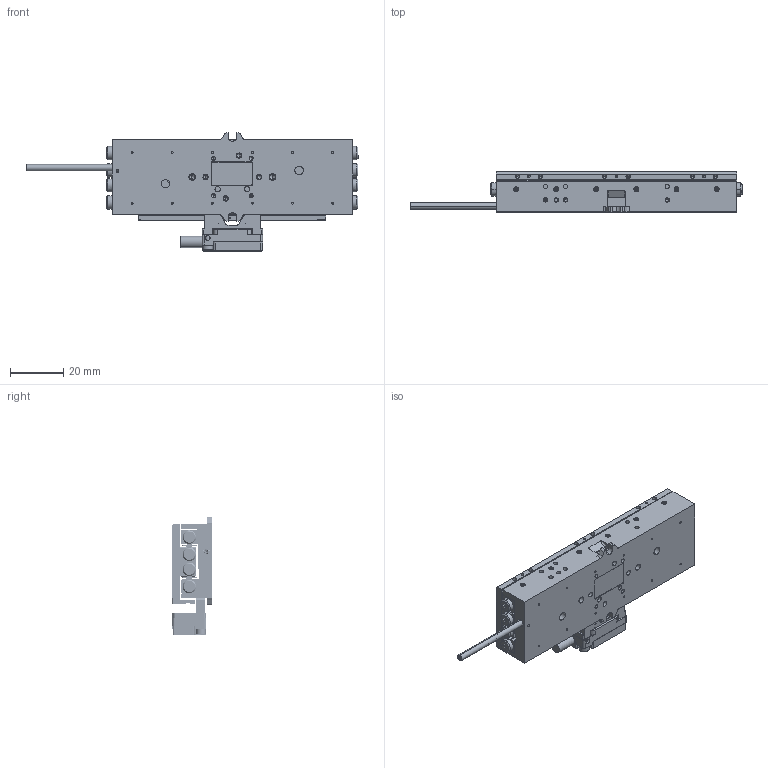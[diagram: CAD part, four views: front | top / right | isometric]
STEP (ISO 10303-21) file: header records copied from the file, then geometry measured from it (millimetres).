
FILE_DESCRIPTION (( 'STEP AP214' ), '1' );
FILE_NAME ('PPS-28-133X9.STEP', '2022-02-04T18:42:23', ( '' ), ( '' ), 'SwSTEP 2.0', 'SolidWorks 2020', '' );
FILE_SCHEMA (( 'AUTOMOTIVE_DESIGN' ));
Length unit declared in the file: millimetre
Products named in the file (18): PPS-28, Carriage, Master Part_90; PPS-28-133X9; NB Slide Way SVW 2000 Center Way_SVW 2090; SCREW, MS-PPH, M-JCIS_M2.5 x 0.45 x 6mm; 430414 PPS-20 & 28, Encoder Bracket, MII; 430438 PPS 28, Back Cover, NJ8x13; SCREW, MS-PPH, M-JCIS_M1.6 x 0.35 x 4mm; SCREW, SHCS-F, M-DIN_M3 x 0.5 x 06mm; NB Slide Way SVW 2000 Cage_SVW 2090-16Z; Set Screw, Cup-H, E-ASME_E1-72 x 1''16; SCREW, SHCS-S, M-DIN_M1.6 x 0.35 x 06mm; TFC-421 Silver Braided Cable_L70; PPS-20, Glass Scale Bracket, MII, Master Part_70mm; NB Slide Way SVW 2000 Rail_SVW 2090; 130161 Bearing, NB, Slide Way, SVW 2000_SVW 2090-16Z (Movable to Limits); 110123 Encoder Head, MII 6000, Atmospheric; PPS-28, Base, Master Part_90mm, 2 motors; SCREW, SHCS-S, M-DIN_M2 x 0.4 x 06mm
Assembly tree (44 placements, depth 3):
  PPS-28-133X9
    PPS-28, Base, Master Part_90mm, 2 motors
    430438 PPS 28, Back Cover, NJ8x13
    TFC-421 Silver Braided Cable_L70
    PPS-28, Carriage, Master Part_90
    SCREW, SHCS-F, M-DIN_M3 x 0.5 x 06mm  x6
    130161 Bearing, NB, Slide Way, SVW 2000_SVW 2090-16Z (Movable to Limits)
      NB Slide Way SVW 2000 Rail_SVW 2090  x2
      NB Slide Way SVW 2000 Center Way_SVW 2090
      NB Slide Way SVW 2000 Cage_SVW 2090-16Z  x2
    SCREW, MS-PPH, M-JCIS_M2.5 x 0.45 x 6mm  x12
    Set Screw, Cup-H, E-ASME_E1-72 x 1''16  x6
    110123 Encoder Head, MII 6000, Atmospheric
    430414 PPS-20 & 28, Encoder Bracket, MII
    SCREW, SHCS-S, M-DIN_M1.6 x 0.35 x 06mm  x2
    SCREW, SHCS-S, M-DIN_M2 x 0.4 x 06mm  x2
    SCREW, MS-PPH, M-JCIS_M1.6 x 0.35 x 4mm  x3
    PPS-20, Glass Scale Bracket, MII, Master Part_70mm
Bounding box: 124.2 x 15 x 44.21 mm (x, y, z)
Volume: 35942.5 mm3; surface area: 37485.5 mm2
Topology: 61 solids, 61 shells, 2468 faces, 5988 edges, 3674 vertices
Faces by surface type: plane 985, cylinder 827, cone 510, torus 122, bspline 24
Entity records: 90356 total; most frequent: CARTESIAN_POINT 48038, DIRECTION 8034, ORIENTED_EDGE 7318, EDGE_CURVE 3659, AXIS2_PLACEMENT_3D 3025, VERTEX_POINT 2324, LINE 1984, VECTOR 1984
